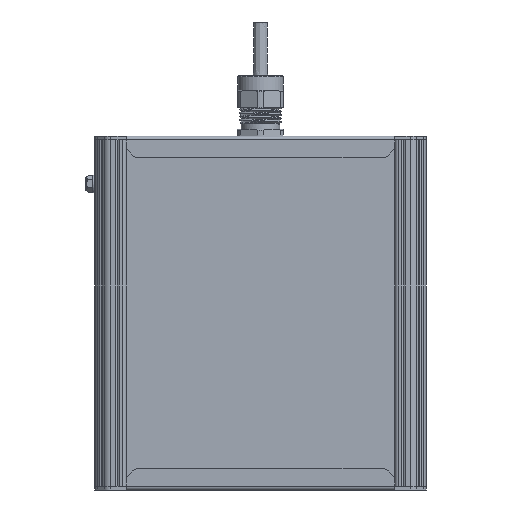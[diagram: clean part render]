
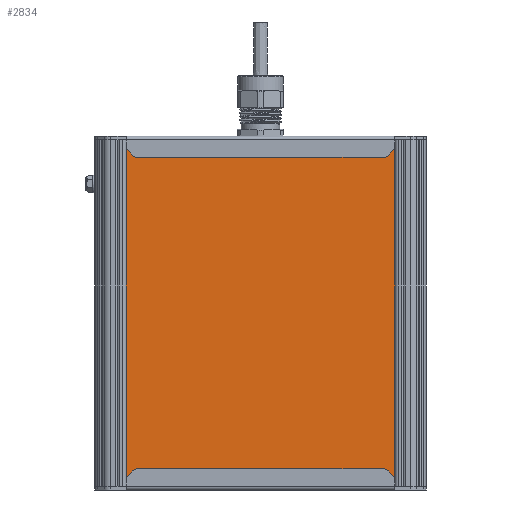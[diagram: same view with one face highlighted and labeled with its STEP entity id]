
A CAD part, front view. The second image highlights one B-rep face of the part: STEP entity #2834.
In plain terms, the highlighted face is planar.
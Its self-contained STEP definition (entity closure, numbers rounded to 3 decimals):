
#2834=ADVANCED_FACE('',(#6835),#6837,.T.);
#6835=FACE_BOUND('',#6836,.T.);
#6836=EDGE_LOOP('',(#32907,#32908,#32909,#32910));
#6837=PLANE('',#6838);
#6838=AXIS2_PLACEMENT_3D('',#6839,#6840,#6841);
#6839=CARTESIAN_POINT('',(2111.497,401.002,-34.582));
#6840=DIRECTION('',(0.,0.,-1.));
#6841=DIRECTION('',(0.,1.,0.));
#32907=ORIENTED_EDGE('',*,*,#36939,.T.);
#32908=ORIENTED_EDGE('',*,*,#36940,.F.);
#32909=ORIENTED_EDGE('',*,*,#36941,.F.);
#32910=ORIENTED_EDGE('',*,*,#36942,.T.);
#36939=EDGE_CURVE('',#40392,#40393,#40394,.T.);
#36940=EDGE_CURVE('',#40395,#40393,#40396,.T.);
#36941=EDGE_CURVE('',#40397,#40395,#40398,.T.);
#36942=EDGE_CURVE('',#40397,#40392,#40399,.T.);
#40392=VERTEX_POINT('',#48036);
#40393=VERTEX_POINT('',#48037);
#40394=LINE('',#48038,#48039);
#40395=VERTEX_POINT('',#48041);
#40396=LINE('',#48042,#48043);
#40397=VERTEX_POINT('',#48045);
#40398=LINE('',#48046,#48047);
#40399=LINE('',#48049,#48050);
#48036=CARTESIAN_POINT('',(2307.497,565.13,-34.582));
#48037=CARTESIAN_POINT('',(2307.497,401.002,-34.582));
#48038=CARTESIAN_POINT('',(2307.497,565.13,-34.582));
#48039=VECTOR('',#48040,1.);
#48040=DIRECTION('',(0.,-1.,0.));
#48041=CARTESIAN_POINT('',(2111.497,401.002,-34.582));
#48042=CARTESIAN_POINT('',(2111.497,401.002,-34.582));
#48043=VECTOR('',#48044,1.);
#48044=DIRECTION('',(1.,0.,0.));
#48045=CARTESIAN_POINT('',(2111.497,565.13,-34.582));
#48046=CARTESIAN_POINT('',(2111.497,565.13,-34.582));
#48047=VECTOR('',#48048,1.);
#48048=DIRECTION('',(0.,-1.,0.));
#48049=CARTESIAN_POINT('',(2111.497,565.13,-34.582));
#48050=VECTOR('',#48051,1.);
#48051=DIRECTION('',(1.,0.,0.));
